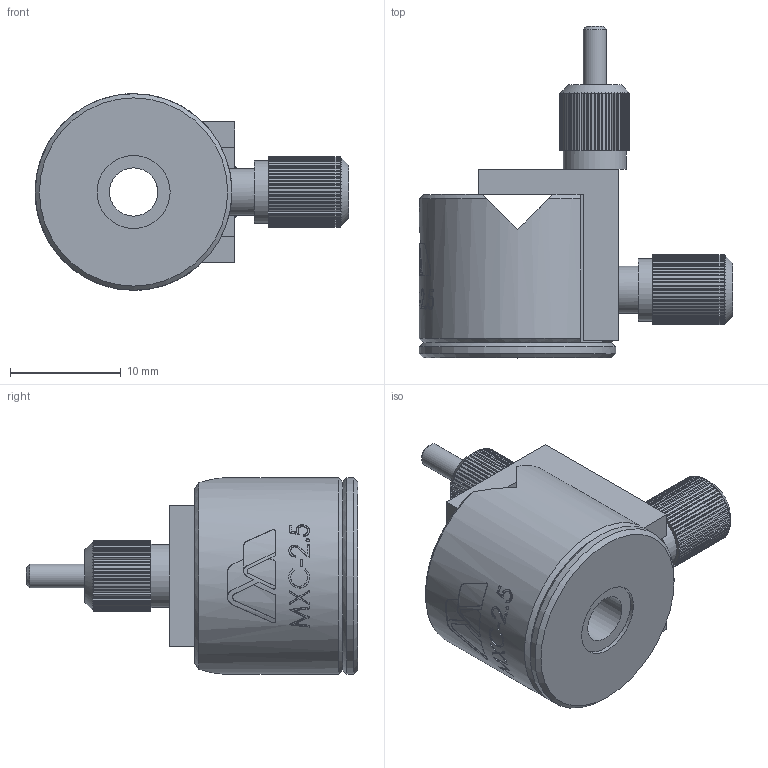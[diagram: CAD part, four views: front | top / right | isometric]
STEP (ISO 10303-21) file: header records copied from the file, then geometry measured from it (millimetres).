
FILE_DESCRIPTION (( 'STEP AP203' ), '1' );
FILE_NAME ('15590000E_step.STEP', '2018-10-29T16:59:57', ( '' ), ( '' ), 'SwSTEP 2.0', 'SolidWorks 2016', '' );
FILE_SCHEMA (( 'CONFIG_CONTROL_DESIGN' ));
Length unit declared in the file: inch
Products named in the file (1): 15590000E_step
Bounding box: 28.34 x 30 x 17.78 mm (x, y, z)
Volume: 4059.9 mm3; surface area: 2757.5 mm2
Topology: 1 solids, 1 shells, 705 faces, 2050 edges, 1360 vertices
Faces by surface type: plane 304, bspline 242, cylinder 147, cone 12
Full cylindrical faces by diameter (mm): 2.117 x1, 4.255 x1, 4.369 x3, 5.652 x1, 5.715 x1, 6.604 x1, 7.137 x1, 17.78 x1
Entity records: 27201 total; most frequent: CARTESIAN_POINT 11028, ORIENTED_EDGE 4052, DIRECTION 2275, EDGE_CURVE 2026, VERTEX_POINT 1352, B_SPLINE_CURVE_WITH_KNOTS 1009, AXIS2_PLACEMENT_3D 800, EDGE_LOOP 740
